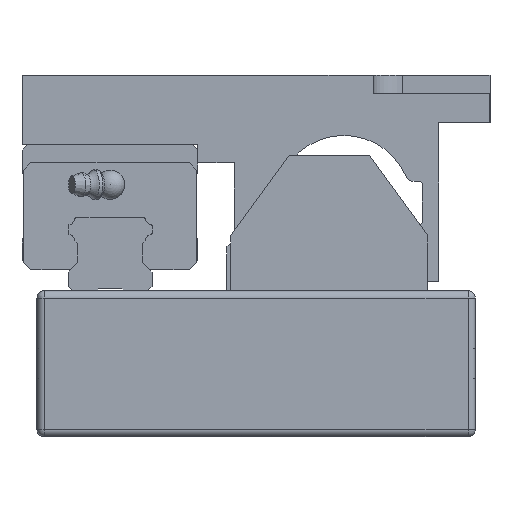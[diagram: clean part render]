
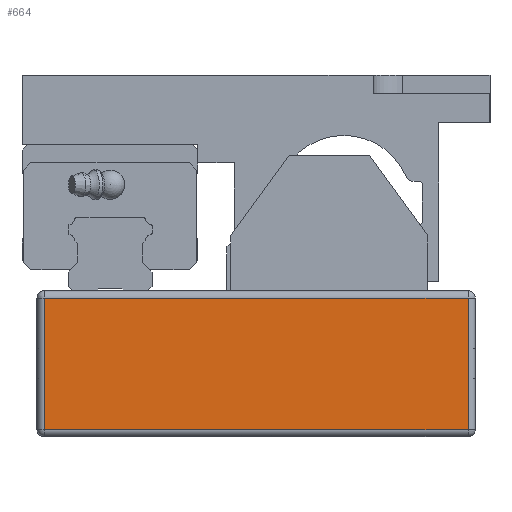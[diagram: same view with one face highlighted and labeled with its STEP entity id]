
A CAD part, left-side view. The second image highlights one B-rep face of the part: STEP entity #664.
In plain terms, the highlighted planar face has unit normal (-1, 0, 0).
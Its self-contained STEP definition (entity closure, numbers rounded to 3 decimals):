
#664 = ADVANCED_FACE( '', ( #1629 ), #1630, .T. );
#1629 = FACE_OUTER_BOUND( '', #3038, .T. );
#1630 = PLANE( '', #3039 );
#3038 = EDGE_LOOP( '', ( #4903, #4904, #4905, #4906 ) );
#3039 = AXIS2_PLACEMENT_3D( '', #4907, #4908, #4909 );
#4903 = ORIENTED_EDGE( '', *, *, #8100, .F. );
#4904 = ORIENTED_EDGE( '', *, *, #8101, .F. );
#4905 = ORIENTED_EDGE( '', *, *, #7893, .F. );
#4906 = ORIENTED_EDGE( '', *, *, #8102, .F. );
#4907 = CARTESIAN_POINT( '', ( -420., 58., 38. ) );
#4908 = DIRECTION( '', ( -1., 0., 0. ) );
#4909 = DIRECTION( '', ( 0., 0., 1. ) );
#7893 = EDGE_CURVE( '', #9522, #9518, #9524, .T. );
#8100 = EDGE_CURVE( '', #9862, #9863, #9864, .T. );
#8101 = EDGE_CURVE( '', #9518, #9862, #9865, .T. );
#8102 = EDGE_CURVE( '', #9863, #9522, #9866, .T. );
#9518 = VERTEX_POINT( '', #11752 );
#9522 = VERTEX_POINT( '', #11757 );
#9524 = LINE( '', #11759, #11760 );
#9862 = VERTEX_POINT( '', #12224 );
#9863 = VERTEX_POINT( '', #12225 );
#9864 = LINE( '', #12226, #12227 );
#9865 = LINE( '', #12228, #12229 );
#9866 = LINE( '', #12230, #12231 );
#11752 = CARTESIAN_POINT( '', ( -420., -58., 2. ) );
#11757 = CARTESIAN_POINT( '', ( -420., -58., 38. ) );
#11759 = CARTESIAN_POINT( '', ( -420., -58., 2. ) );
#11760 = VECTOR( '', #14311, 1000. );
#12224 = CARTESIAN_POINT( '', ( -420., 58., 2. ) );
#12225 = CARTESIAN_POINT( '', ( -420., 58., 38. ) );
#12226 = CARTESIAN_POINT( '', ( -420., 58., 38. ) );
#12227 = VECTOR( '', #14555, 1000. );
#12228 = CARTESIAN_POINT( '', ( -420., 58., 2. ) );
#12229 = VECTOR( '', #14556, 1000. );
#12230 = CARTESIAN_POINT( '', ( -420., -58., 38. ) );
#12231 = VECTOR( '', #14557, 1000. );
#14311 = DIRECTION( '', ( 0., 0., -1. ) );
#14555 = DIRECTION( '', ( 0., 0., 1. ) );
#14556 = DIRECTION( '', ( 0., 1., 0. ) );
#14557 = DIRECTION( '', ( 0., -1., 0. ) );
